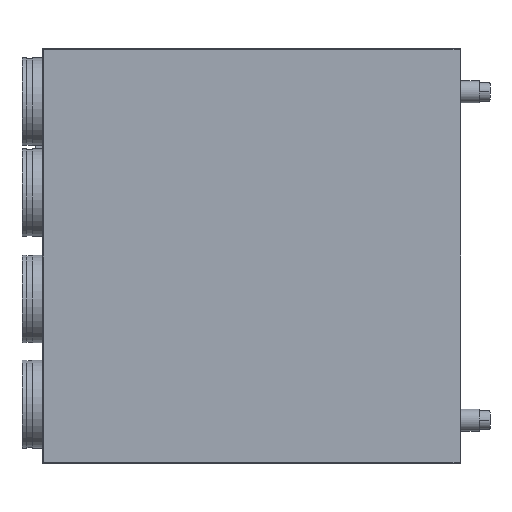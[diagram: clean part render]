
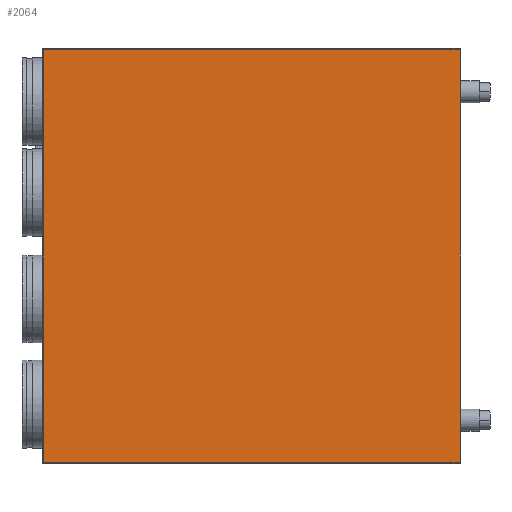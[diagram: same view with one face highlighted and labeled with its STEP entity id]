
A CAD part, left-side view. The second image highlights one B-rep face of the part: STEP entity #2064.
In plain terms, the highlighted planar face has unit normal (-1, 0, 0).
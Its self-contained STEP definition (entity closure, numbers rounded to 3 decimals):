
#1920 = VERTEX_POINT ( 'NONE', #4486 ) ;
#1961 = EDGE_CURVE ( 'NONE', #1978, #1962, #4533, .T. ) ;
#1962 = VERTEX_POINT ( 'NONE', #4529 ) ;
#1966 = VERTEX_POINT ( 'NONE', #4586 ) ;
#1972 = VERTEX_POINT ( 'NONE', #4576 ) ;
#1974 = EDGE_CURVE ( 'NONE', #1972, #1966, #4575, .T. ) ;
#1978 = VERTEX_POINT ( 'NONE', #4565 ) ;
#1987 = EDGE_CURVE ( 'NONE', #1988, #1920, #4612, .T. ) ;
#1988 = VERTEX_POINT ( 'NONE', #4608 ) ;
#2000 = VERTEX_POINT ( 'NONE', #4641 ) ;
#2002 = EDGE_CURVE ( 'NONE', #2000, #2003, #4640, .T. ) ;
#2003 = VERTEX_POINT ( 'NONE', #4636 ) ;
#2004 = EDGE_LOOP ( 'NONE', ( #2065, #2066, #2068, #2069, #2071, #2072, #2049, #2050 ) ) ;
#2048 = EDGE_CURVE ( 'NONE', #1972, #1978, #4686, .T. ) ;
#2049 = ORIENTED_EDGE ( 'NONE', *, *, #1961, .T. ) ;
#2050 = ORIENTED_EDGE ( 'NONE', *, *, #2051, .T. ) ;
#2051 = EDGE_CURVE ( 'NONE', #1962, #2003, #4682, .T. ) ;
#2064 = ADVANCED_FACE ( 'NONE', ( #4716 ), #4715, .T. ) ;
#2065 = ORIENTED_EDGE ( 'NONE', *, *, #2002, .F. ) ;
#2066 = ORIENTED_EDGE ( 'NONE', *, *, #2067, .T. ) ;
#2067 = EDGE_CURVE ( 'NONE', #2000, #1988, #4773, .T. ) ;
#2068 = ORIENTED_EDGE ( 'NONE', *, *, #1987, .T. ) ;
#2069 = ORIENTED_EDGE ( 'NONE', *, *, #2070, .T. ) ;
#2070 = EDGE_CURVE ( 'NONE', #1920, #1966, #4769, .T. ) ;
#2071 = ORIENTED_EDGE ( 'NONE', *, *, #1974, .F. ) ;
#2072 = ORIENTED_EDGE ( 'NONE', *, *, #2048, .T. ) ;
#4214 = DIRECTION ( 'NONE',  ( -1., 0., 0. ) ) ;
#4215 = CARTESIAN_POINT ( 'NONE',  ( -265.5, 1., 379.5 ) ) ;
#4220 = AXIS2_PLACEMENT_3D ( 'NONE', #4215, #4214, #4470 ) ;
#4470 = DIRECTION ( 'NONE',  ( 0., -1., 0. ) ) ;
#4486 = CARTESIAN_POINT ( 'NONE',  ( -265.5, 761.263, -377.763 ) ) ;
#4529 = CARTESIAN_POINT ( 'NONE',  ( -265.5, 1.737, 377.763 ) ) ;
#4530 = DIRECTION ( 'NONE',  ( 0., 0., 1. ) ) ;
#4531 = VECTOR ( 'NONE', #4530, 1000. ) ;
#4532 = CARTESIAN_POINT ( 'NONE',  ( -265.5, 1.737, 379.5 ) ) ;
#4533 = LINE ( 'NONE', #4532, #4531 ) ;
#4565 = CARTESIAN_POINT ( 'NONE',  ( -265.5, 1.737, -377.763 ) ) ;
#4572 = DIRECTION ( 'NONE',  ( 0., 1., 0. ) ) ;
#4573 = VECTOR ( 'NONE', #4572, 1000. ) ;
#4574 = CARTESIAN_POINT ( 'NONE',  ( -265.5, 763., -379.5 ) ) ;
#4575 = LINE ( 'NONE', #4574, #4573 ) ;
#4576 = CARTESIAN_POINT ( 'NONE',  ( -265.5, 1.737, -379.5 ) ) ;
#4586 = CARTESIAN_POINT ( 'NONE',  ( -265.5, 761.263, -379.5 ) ) ;
#4608 = CARTESIAN_POINT ( 'NONE',  ( -265.5, 761.263, 377.763 ) ) ;
#4609 = DIRECTION ( 'NONE',  ( 0., 0., -1. ) ) ;
#4610 = VECTOR ( 'NONE', #4609, 1000. ) ;
#4611 = CARTESIAN_POINT ( 'NONE',  ( -265.5, 761.263, 379.5 ) ) ;
#4612 = LINE ( 'NONE', #4611, #4610 ) ;
#4636 = CARTESIAN_POINT ( 'NONE',  ( -265.5, 1.737, 379.5 ) ) ;
#4637 = DIRECTION ( 'NONE',  ( 0., -1., 0. ) ) ;
#4638 = VECTOR ( 'NONE', #4637, 1000. ) ;
#4639 = CARTESIAN_POINT ( 'NONE',  ( -265.5, 1., 379.5 ) ) ;
#4640 = LINE ( 'NONE', #4639, #4638 ) ;
#4641 = CARTESIAN_POINT ( 'NONE',  ( -265.5, 761.263, 379.5 ) ) ;
#4682 = LINE ( 'NONE', #4743, #4742 ) ;
#4683 = DIRECTION ( 'NONE',  ( 0., 0., 1. ) ) ;
#4684 = VECTOR ( 'NONE', #4683, 1000. ) ;
#4685 = CARTESIAN_POINT ( 'NONE',  ( -265.5, 1.737, 379.5 ) ) ;
#4686 = LINE ( 'NONE', #4685, #4684 ) ;
#4715 = PLANE ( 'NONE',  #4220 ) ;
#4716 = FACE_OUTER_BOUND ( 'NONE', #2004, .T. ) ;
#4741 = DIRECTION ( 'NONE',  ( 0., 0., 1. ) ) ;
#4742 = VECTOR ( 'NONE', #4741, 1000. ) ;
#4743 = CARTESIAN_POINT ( 'NONE',  ( -265.5, 1.737, 379.5 ) ) ;
#4766 = DIRECTION ( 'NONE',  ( 0., 0., -1. ) ) ;
#4767 = VECTOR ( 'NONE', #4766, 1000. ) ;
#4768 = CARTESIAN_POINT ( 'NONE',  ( -265.5, 761.263, 379.5 ) ) ;
#4769 = LINE ( 'NONE', #4768, #4767 ) ;
#4770 = DIRECTION ( 'NONE',  ( 0., 0., -1. ) ) ;
#4771 = VECTOR ( 'NONE', #4770, 1000. ) ;
#4772 = CARTESIAN_POINT ( 'NONE',  ( -265.5, 761.263, 379.5 ) ) ;
#4773 = LINE ( 'NONE', #4772, #4771 ) ;
